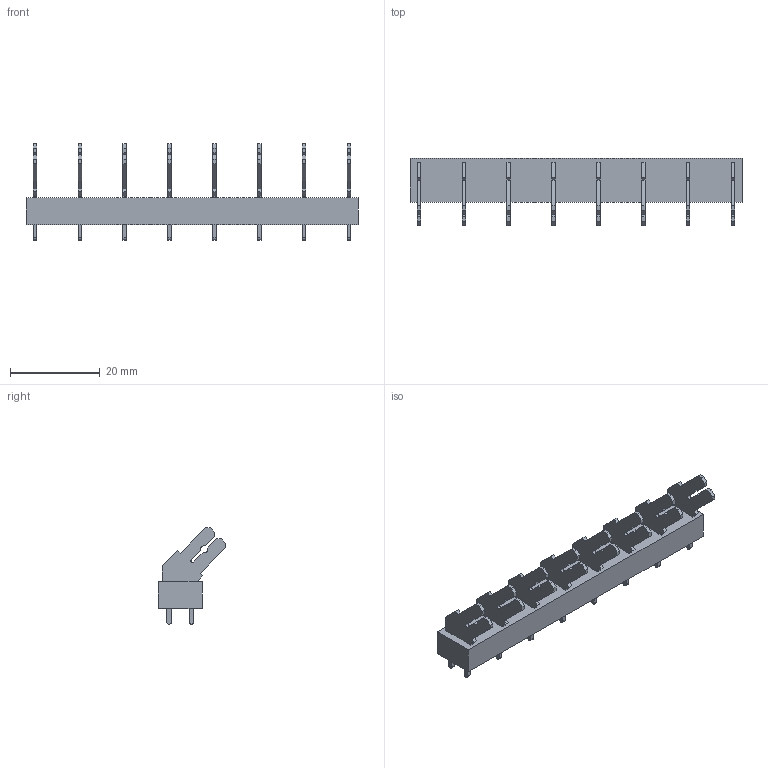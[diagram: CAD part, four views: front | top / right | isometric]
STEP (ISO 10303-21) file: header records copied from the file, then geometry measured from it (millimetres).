
FILE_DESCRIPTION(('CATIA V5 STEP Exchange','CAx-IF Rec.Pracs.--- Model Styling and Organization---1.2---2011-12-15'),'2;1');
FILE_NAME ('D1464993_0_9512150000_9512150000.stp','2018-08-31T15:24:59+00:00',('none'),('Weidmueller'),'CATIA Version 5-6 Release 2014','CATIA V5 STEP AP214','none');
FILE_SCHEMA(('AUTOMOTIVE_DESIGN { 1 0 10303 214 1 1 1 1 }'));
Length unit declared in the file: millimetre
Products named in the file (1): 9512150000
Bounding box: 74 x 15.01 x 21.5 mm (x, y, z)
Volume: 4948.6 mm3; surface area: 5115.5 mm2
Topology: 9 solids, 9 shells, 326 faces, 956 edges, 648 vertices
Faces by surface type: plane 286, cylinder 40
Entity records: 9446 total; most frequent: ORIENTED_EDGE 1912, CARTESIAN_POINT 1676, DIRECTION 1098, EDGE_CURVE 956, VECTOR 876, LINE 876, VERTEX_POINT 648, EDGE_LOOP 358
